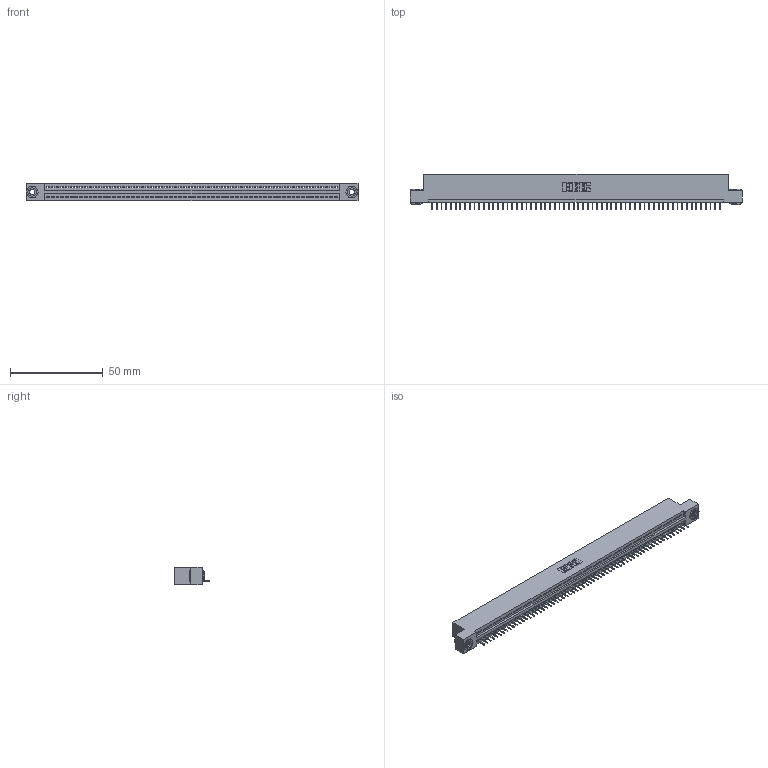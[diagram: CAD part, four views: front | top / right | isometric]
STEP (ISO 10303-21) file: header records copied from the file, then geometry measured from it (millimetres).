
FILE_DESCRIPTION (( 'STEP AP203' ), '1' );
FILE_NAME ('345-062-524-103.STEP', '2019-10-11T05:42:47', ( '' ), ( '' ), 'SwSTEP 2.0', 'SolidWorks 2016', '' );
FILE_SCHEMA (( 'CONFIG_CONTROL_DESIGN' ));
Length unit declared in the file: inch
Products named in the file (4): 345-250-002_345-250-002-102; 345-292-001_345-293-124; 345-062-524-103; 345 Part_Flush Mounting Lugs - 0.156 Dia-TH
Assembly tree (65 placements, depth 2):
  345-062-524-103
    345 Part_Flush Mounting Lugs - 0.156 Dia-TH
    345-292-001_345-293-124  x62
    345-250-002_345-250-002-102  x2
Bounding box: 178.69 x 19.35 x 9.4 mm (x, y, z)
Volume: 16910.4 mm3; surface area: 22175.6 mm2
Topology: 65 solids, 65 shells, 4008 faces, 11577 edges, 7466 vertices
Faces by surface type: plane 2942, cylinder 1058, cone 8
Entity records: 44694 total; most frequent: CARTESIAN_POINT 7717, ORIENTED_EDGE 7706, DIRECTION 6743, EDGE_CURVE 3853, LINE 3453, VECTOR 3453, VERTEX_POINT 2562, AXIS2_PLACEMENT_3D 1645
